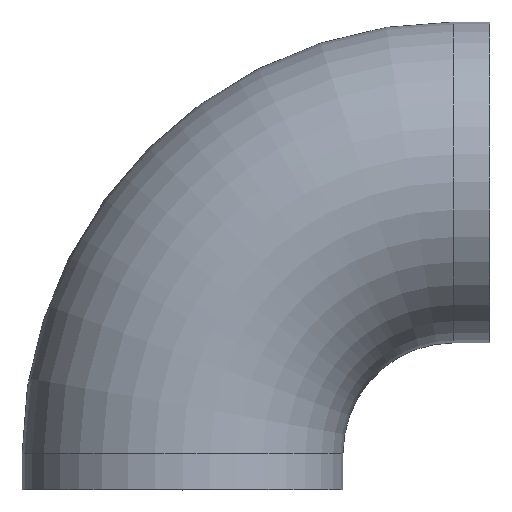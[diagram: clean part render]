
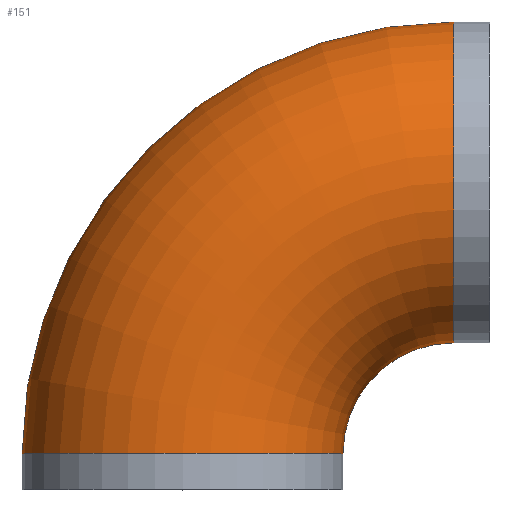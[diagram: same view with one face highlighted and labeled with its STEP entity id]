
A CAD part, top view. The second image highlights one B-rep face of the part: STEP entity #151.
In plain terms, the highlighted toroidal (fillet/blend) face has major radius 300 mm and minor radius 177.5 mm.
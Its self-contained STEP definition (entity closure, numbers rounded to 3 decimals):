
#129 = EDGE_CURVE( '', #167, #137, #268, .T. );
#135 = VERTEX_POINT( '', #276 );
#137 = VERTEX_POINT( '', #278 );
#151 = ADVANCED_FACE( '', ( #294 ), #295, .T. );
#167 = VERTEX_POINT( '', #314 );
#179 = EDGE_CURVE( '', #181, #135, #327, .T. );
#181 = VERTEX_POINT( '', #329 );
#183 = EDGE_CURVE( '', #167, #135, #331, .T. );
#185 = EDGE_CURVE( '', #181, #137, #333, .T. );
#268 = CIRCLE( '', #427, 177.5 );
#276 = CARTESIAN_POINT( '', ( -177.5, 40., 0. ) );
#278 = CARTESIAN_POINT( '', ( 300., 162.5, 0. ) );
#294 = FACE_OUTER_BOUND( '', #455, .T. );
#295 = TOROIDAL_SURFACE( '', #456, 300., 177.5 );
#314 = CARTESIAN_POINT( '', ( 300., 517.5, 0. ) );
#327 = CIRCLE( '', #496, 177.5 );
#329 = CARTESIAN_POINT( '', ( 177.5, 40., 0. ) );
#331 = CIRCLE( '', #501, 477.5 );
#333 = CIRCLE( '', #504, 122.5 );
#427 = AXIS2_PLACEMENT_3D( '', #590, #591, #592 );
#455 = EDGE_LOOP( '', ( #624, #625, #626, #627 ) );
#456 = AXIS2_PLACEMENT_3D( '', #628, #629, #630 );
#496 = AXIS2_PLACEMENT_3D( '', #671, #672, #673 );
#501 = AXIS2_PLACEMENT_3D( '', #674, #675, #676 );
#504 = AXIS2_PLACEMENT_3D( '', #677, #678, #679 );
#590 = CARTESIAN_POINT( '', ( 300., 340., 0. ) );
#591 = DIRECTION( '', ( 1., 0., 0. ) );
#592 = DIRECTION( '', ( 0., -1., 0. ) );
#624 = ORIENTED_EDGE( '', *, *, #183, .T. );
#625 = ORIENTED_EDGE( '', *, *, #179, .F. );
#626 = ORIENTED_EDGE( '', *, *, #185, .T. );
#627 = ORIENTED_EDGE( '', *, *, #129, .F. );
#628 = CARTESIAN_POINT( '', ( 300., 40., 0. ) );
#629 = DIRECTION( '', ( 0., 0., 1. ) );
#630 = DIRECTION( '', ( 1., 0., 0. ) );
#671 = CARTESIAN_POINT( '', ( 0., 40., 0. ) );
#672 = DIRECTION( '', ( 0., -1., 0. ) );
#673 = DIRECTION( '', ( 1., 0., 0. ) );
#674 = CARTESIAN_POINT( '', ( 300., 40., 0. ) );
#675 = DIRECTION( '', ( 0., 0., 1. ) );
#676 = DIRECTION( '', ( 1., 0., 0. ) );
#677 = CARTESIAN_POINT( '', ( 300., 40., 0. ) );
#678 = DIRECTION( '', ( 0., 0., -1. ) );
#679 = DIRECTION( '', ( 1., 0., 0. ) );
